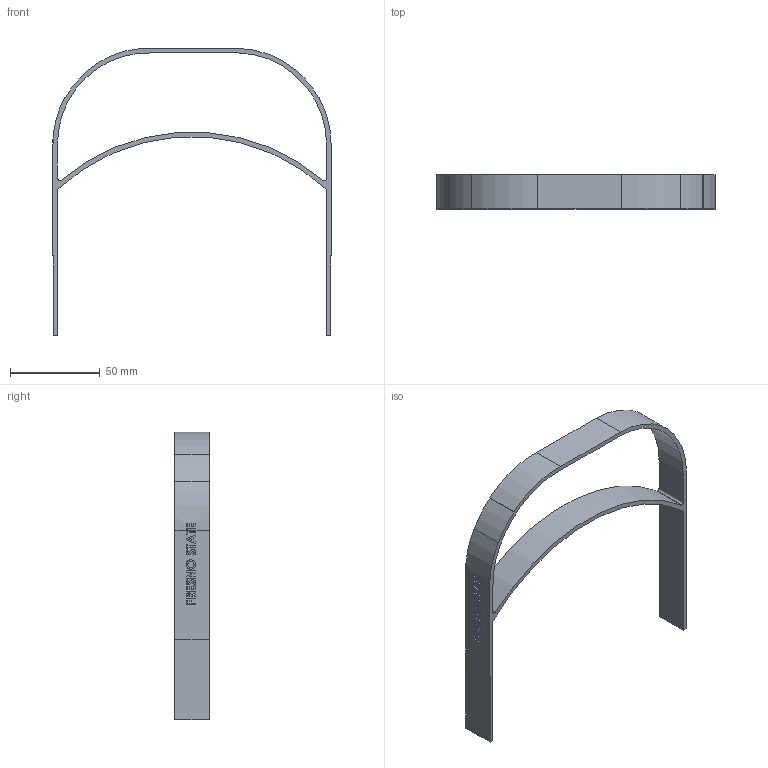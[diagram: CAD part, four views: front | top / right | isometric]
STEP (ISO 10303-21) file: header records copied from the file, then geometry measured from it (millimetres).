
FILE_DESCRIPTION (( 'STEP AP214' ), '1' );
FILE_NAME ('1.STEP', '2020-04-15T00:40:30', ( '' ), ( '' ), 'SwSTEP 2.0', 'SolidWorks 2019', '' );
FILE_SCHEMA (( 'AUTOMOTIVE_DESIGN' ));
Length unit declared in the file: inch
Products named in the file (1): 1
Bounding box: 154.96 x 19.05 x 160.08 mm (x, y, z)
Volume: 27926.9 mm3; surface area: 25476.9 mm2
Topology: 1 solids, 1 shells, 175 faces, 480 edges, 320 vertices
Faces by surface type: plane 120, bspline 41, cylinder 14
Entity records: 7568 total; most frequent: CARTESIAN_POINT 3317, ORIENTED_EDGE 960, DIRECTION 704, EDGE_CURVE 480, VECTOR 362, LINE 362, VERTEX_POINT 320, EDGE_LOOP 190
